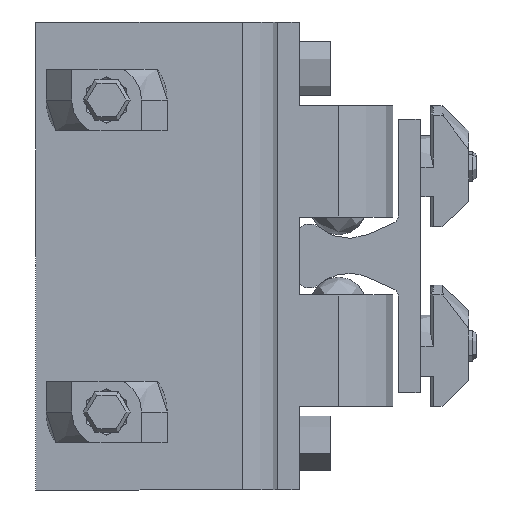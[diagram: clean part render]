
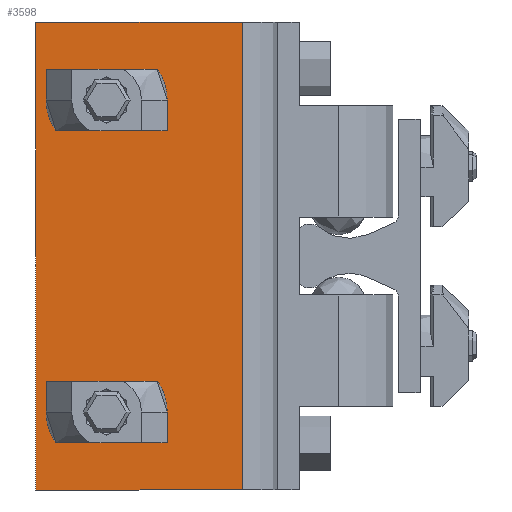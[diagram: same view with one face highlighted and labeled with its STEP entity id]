
A CAD part, front view. The second image highlights one B-rep face of the part: STEP entity #3598.
In plain terms, the highlighted planar face has unit normal (0, -1, 0).
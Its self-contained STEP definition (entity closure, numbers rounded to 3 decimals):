
#101 = DIRECTION ( 'NONE',  ( 0., 0., 1. ) ) ;
#118 = LINE ( 'NONE', #1791, #5831 ) ;
#177 = EDGE_CURVE ( 'NONE', #813, #5153, #8388, .T. ) ;
#184 = DIRECTION ( 'NONE',  ( 0., 1., 0. ) ) ;
#298 = EDGE_CURVE ( 'NONE', #3342, #1132, #8044, .T. ) ;
#339 = CARTESIAN_POINT ( 'NONE',  ( -10.15, -2.5, 20. ) ) ;
#367 = EDGE_CURVE ( 'NONE', #846, #3981, #7613, .T. ) ;
#413 = DIRECTION ( 'NONE',  ( 0., 0., 1. ) ) ;
#682 = CARTESIAN_POINT ( 'NONE',  ( 0., -2.5, 0. ) ) ;
#730 = AXIS2_PLACEMENT_3D ( 'NONE', #2340, #7135, #3017 ) ;
#745 = ORIENTED_EDGE ( 'NONE', *, *, #7204, .T. ) ;
#776 = FACE_OUTER_BOUND ( 'NONE', #3109, .T. ) ;
#813 = VERTEX_POINT ( 'NONE', #6554 ) ;
#846 = VERTEX_POINT ( 'NONE', #3149 ) ;
#911 = ORIENTED_EDGE ( 'NONE', *, *, #4946, .T. ) ;
#959 = ORIENTED_EDGE ( 'NONE', *, *, #8604, .T. ) ;
#1045 = DIRECTION ( 'NONE',  ( 0., 0., -1. ) ) ;
#1132 = VERTEX_POINT ( 'NONE', #4600 ) ;
#1243 = ORIENTED_EDGE ( 'NONE', *, *, #367, .T. ) ;
#1263 = DIRECTION ( 'NONE',  ( 1., 0., 0. ) ) ;
#1312 = CARTESIAN_POINT ( 'NONE',  ( -16.65, -2.5, -16.75 ) ) ;
#1702 = EDGE_CURVE ( 'NONE', #6314, #3342, #118, .T. ) ;
#1791 = CARTESIAN_POINT ( 'NONE',  ( -22.5, -2.5, -30. ) ) ;
#1795 = EDGE_LOOP ( 'NONE', ( #1243, #7404, #6886, #7253 ) ) ;
#1917 = ORIENTED_EDGE ( 'NONE', *, *, #1702, .F. ) ;
#1947 = DIRECTION ( 'NONE',  ( 1., 0., 0. ) ) ;
#1951 = CARTESIAN_POINT ( 'NONE',  ( -16.65, -2.5, 16.75 ) ) ;
#2080 = DIRECTION ( 'NONE',  ( 0., 0., 1. ) ) ;
#2340 = CARTESIAN_POINT ( 'NONE',  ( -16.65, -2.5, 20. ) ) ;
#2528 = VERTEX_POINT ( 'NONE', #4218 ) ;
#2582 = VECTOR ( 'NONE', #1263, 1000. ) ;
#2618 = AXIS2_PLACEMENT_3D ( 'NONE', #339, #5149, #1045 ) ;
#2621 = ORIENTED_EDGE ( 'NONE', *, *, #298, .F. ) ;
#2696 = CARTESIAN_POINT ( 'NONE',  ( -16.65, -2.5, -23.25 ) ) ;
#2975 = VERTEX_POINT ( 'NONE', #8784 ) ;
#3004 = EDGE_CURVE ( 'NONE', #7492, #2975, #5352, .T. ) ;
#3017 = DIRECTION ( 'NONE',  ( 0., 0., -1. ) ) ;
#3109 = EDGE_LOOP ( 'NONE', ( #959, #2621, #1917, #4061 ) ) ;
#3149 = CARTESIAN_POINT ( 'NONE',  ( -10.15, -2.5, -23.25 ) ) ;
#3330 = CARTESIAN_POINT ( 'NONE',  ( -22.5, -2.5, 30. ) ) ;
#3342 = VERTEX_POINT ( 'NONE', #5037 ) ;
#3379 = VECTOR ( 'NONE', #8888, 1000. ) ;
#3516 = VECTOR ( 'NONE', #1947, 1000. ) ;
#3598 = ADVANCED_FACE ( 'NONE', ( #4849, #6263, #776 ), #4122, .F. ) ;
#3640 = AXIS2_PLACEMENT_3D ( 'NONE', #4305, #184, #4975 ) ;
#3972 = CARTESIAN_POINT ( 'NONE',  ( -16.65, -2.5, 23.25 ) ) ;
#3981 = VERTEX_POINT ( 'NONE', #4690 ) ;
#4061 = ORIENTED_EDGE ( 'NONE', *, *, #4444, .F. ) ;
#4070 = DIRECTION ( 'NONE',  ( 0., 0., 1. ) ) ;
#4122 = PLANE ( 'NONE',  #5616 ) ;
#4215 = DIRECTION ( 'NONE',  ( 0., 1., 0. ) ) ;
#4218 = CARTESIAN_POINT ( 'NONE',  ( 4., -2.5, -30. ) ) ;
#4248 = CARTESIAN_POINT ( 'NONE',  ( -22.5, -2.5, -30. ) ) ;
#4305 = CARTESIAN_POINT ( 'NONE',  ( -10.15, -2.5, -20. ) ) ;
#4444 = EDGE_CURVE ( 'NONE', #2528, #6314, #5039, .T. ) ;
#4502 = DIRECTION ( 'NONE',  ( -1., 0., 0. ) ) ;
#4600 = CARTESIAN_POINT ( 'NONE',  ( 4., -2.5, 30. ) ) ;
#4690 = CARTESIAN_POINT ( 'NONE',  ( -16.65, -2.5, -23.25 ) ) ;
#4758 = DIRECTION ( 'NONE',  ( -1., 0., 0. ) ) ;
#4849 = FACE_BOUND ( 'NONE', #7584, .T. ) ;
#4946 = EDGE_CURVE ( 'NONE', #5153, #7492, #6233, .T. ) ;
#4975 = DIRECTION ( 'NONE',  ( 0., 0., 1. ) ) ;
#4988 = CARTESIAN_POINT ( 'NONE',  ( -16.65, -2.5, 16.75 ) ) ;
#5037 = CARTESIAN_POINT ( 'NONE',  ( -22.5, -2.5, 30. ) ) ;
#5039 = LINE ( 'NONE', #7866, #6654 ) ;
#5084 = VECTOR ( 'NONE', #4070, 1000. ) ;
#5089 = ORIENTED_EDGE ( 'NONE', *, *, #177, .T. ) ;
#5149 = DIRECTION ( 'NONE',  ( 0., 1., 0. ) ) ;
#5153 = VERTEX_POINT ( 'NONE', #1951 ) ;
#5215 = LINE ( 'NONE', #1312, #3379 ) ;
#5290 = VERTEX_POINT ( 'NONE', #6429 ) ;
#5352 = LINE ( 'NONE', #3972, #3516 ) ;
#5616 = AXIS2_PLACEMENT_3D ( 'NONE', #682, #6195, #2080 ) ;
#5831 = VECTOR ( 'NONE', #413, 1000. ) ;
#6006 = CARTESIAN_POINT ( 'NONE',  ( -16.65, -2.5, -16.75 ) ) ;
#6026 = VERTEX_POINT ( 'NONE', #6006 ) ;
#6195 = DIRECTION ( 'NONE',  ( 0., 1., 0. ) ) ;
#6233 = CIRCLE ( 'NONE', #730, 3.25 ) ;
#6263 = FACE_BOUND ( 'NONE', #1795, .T. ) ;
#6314 = VERTEX_POINT ( 'NONE', #4248 ) ;
#6429 = CARTESIAN_POINT ( 'NONE',  ( -10.15, -2.5, -16.75 ) ) ;
#6554 = CARTESIAN_POINT ( 'NONE',  ( -10.15, -2.5, 16.75 ) ) ;
#6654 = VECTOR ( 'NONE', #4502, 1000. ) ;
#6710 = DIRECTION ( 'NONE',  ( -1., 0., 0. ) ) ;
#6886 = ORIENTED_EDGE ( 'NONE', *, *, #7957, .T. ) ;
#7135 = DIRECTION ( 'NONE',  ( 0., 1., 0. ) ) ;
#7185 = VECTOR ( 'NONE', #4758, 1000. ) ;
#7194 = VECTOR ( 'NONE', #6710, 1000. ) ;
#7204 = EDGE_CURVE ( 'NONE', #2975, #813, #8459, .T. ) ;
#7253 = ORIENTED_EDGE ( 'NONE', *, *, #7655, .T. ) ;
#7404 = ORIENTED_EDGE ( 'NONE', *, *, #7564, .T. ) ;
#7492 = VERTEX_POINT ( 'NONE', #7544 ) ;
#7544 = CARTESIAN_POINT ( 'NONE',  ( -16.65, -2.5, 23.25 ) ) ;
#7564 = EDGE_CURVE ( 'NONE', #3981, #6026, #8234, .T. ) ;
#7584 = EDGE_LOOP ( 'NONE', ( #5089, #911, #7932, #745 ) ) ;
#7613 = LINE ( 'NONE', #2696, #7185 ) ;
#7655 = EDGE_CURVE ( 'NONE', #5290, #846, #7790, .T. ) ;
#7790 = CIRCLE ( 'NONE', #3640, 3.25 ) ;
#7866 = CARTESIAN_POINT ( 'NONE',  ( -22.5, -2.5, -30. ) ) ;
#7932 = ORIENTED_EDGE ( 'NONE', *, *, #3004, .T. ) ;
#7957 = EDGE_CURVE ( 'NONE', #6026, #5290, #5215, .T. ) ;
#8044 = LINE ( 'NONE', #3330, #2582 ) ;
#8234 = CIRCLE ( 'NONE', #8885, 3.25 ) ;
#8336 = CARTESIAN_POINT ( 'NONE',  ( -16.65, -2.5, -20. ) ) ;
#8388 = LINE ( 'NONE', #4988, #7194 ) ;
#8459 = CIRCLE ( 'NONE', #2618, 3.25 ) ;
#8604 = EDGE_CURVE ( 'NONE', #2528, #1132, #8750, .T. ) ;
#8750 = LINE ( 'NONE', #8848, #5084 ) ;
#8784 = CARTESIAN_POINT ( 'NONE',  ( -10.15, -2.5, 23.25 ) ) ;
#8848 = CARTESIAN_POINT ( 'NONE',  ( 4., -2.5, -30. ) ) ;
#8885 = AXIS2_PLACEMENT_3D ( 'NONE', #8336, #4215, #101 ) ;
#8888 = DIRECTION ( 'NONE',  ( 1., 0., 0. ) ) ;
